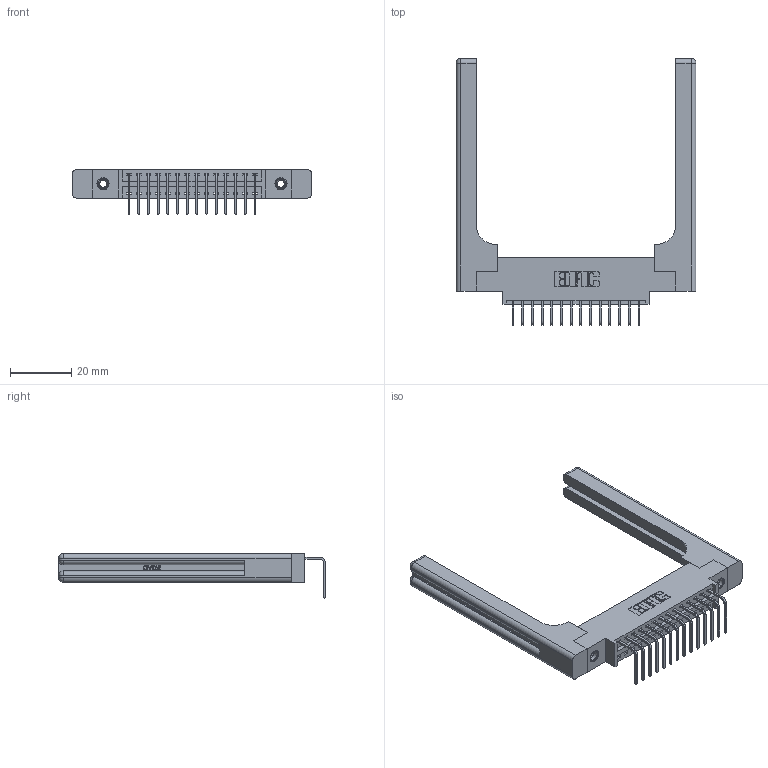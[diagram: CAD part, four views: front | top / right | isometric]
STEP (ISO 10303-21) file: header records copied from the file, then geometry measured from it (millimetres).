
FILE_DESCRIPTION (( 'STEP AP203' ), '1' );
FILE_NAME ('396-014-558-658.STEP', '2019-11-01T05:45:08', ( '' ), ( '' ), 'SwSTEP 2.0', 'SolidWorks 2016', '' );
FILE_SCHEMA (( 'CONFIG_CONTROL_DESIGN' ));
Length unit declared in the file: inch
Products named in the file (5): 345-250-001_345-250-001-102; 346-220-058_345-220-058; 396-014-558-658; 346 Part_0.170 Offset - 0.156 Dia-TH; 345-292-001_558 Tail - 2
Assembly tree (19 placements, depth 2):
  396-014-558-658
    346 Part_0.170 Offset - 0.156 Dia-TH
    345-292-001_558 Tail - 2  x14
    345-250-001_345-250-001-102  x2
    346-220-058_345-220-058  x2
Bounding box: 78.51 x 87.44 x 14.73 mm (x, y, z)
Volume: 14732.8 mm3; surface area: 14323.1 mm2
Topology: 19 solids, 19 shells, 1222 faces, 3555 edges, 2330 vertices
Faces by surface type: plane 816, cylinder 346, bspline 36, cone 12, sphere 8, torus 4
Entity records: 17856 total; most frequent: CARTESIAN_POINT 4051, ORIENTED_EDGE 2796, DIRECTION 2538, EDGE_CURVE 1398, VECTOR 1118, LINE 1118, VERTEX_POINT 922, AXIS2_PLACEMENT_3D 710
